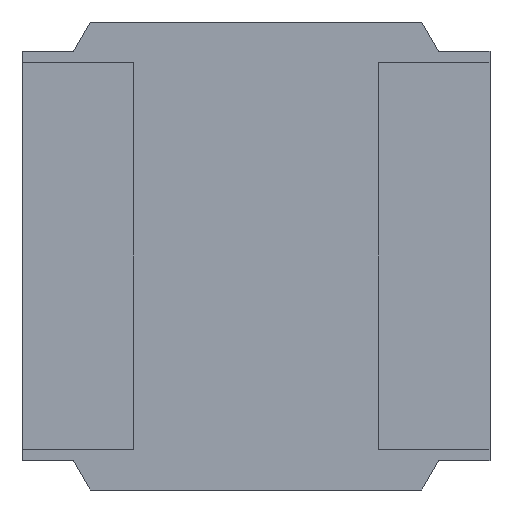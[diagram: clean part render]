
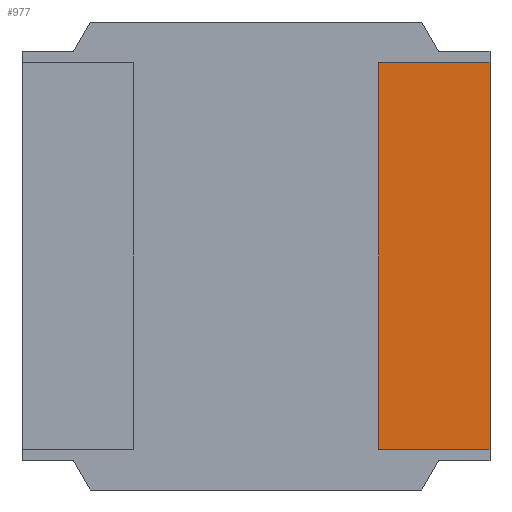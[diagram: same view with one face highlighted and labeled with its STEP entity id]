
A CAD part, front view. The second image highlights one B-rep face of the part: STEP entity #977.
In plain terms, the highlighted planar face has unit normal (0, -1, 0).
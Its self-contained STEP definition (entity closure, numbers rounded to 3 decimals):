
#108 = DIRECTION ( 'NONE',  ( 1., 0., 0. ) ) ;
#121 = EDGE_LOOP ( 'NONE', ( #1244, #1545, #590, #1685 ) ) ;
#177 = DIRECTION ( 'NONE',  ( 0., 0., 1. ) ) ;
#222 = DIRECTION ( 'NONE',  ( 0., 0., 1. ) ) ;
#248 = EDGE_CURVE ( 'NONE', #870, #1520, #1168, .T. ) ;
#278 = CARTESIAN_POINT ( 'NONE',  ( 1.05, 0., 1.65 ) ) ;
#338 = EDGE_CURVE ( 'NONE', #527, #870, #833, .T. ) ;
#444 = DIRECTION ( 'NONE',  ( -1., 0., 0. ) ) ;
#457 = VECTOR ( 'NONE', #108, 1000. ) ;
#527 = VERTEX_POINT ( 'NONE', #683 ) ;
#536 = CARTESIAN_POINT ( 'NONE',  ( 2., 0., 1.65 ) ) ;
#575 = DIRECTION ( 'NONE',  ( 0., 1., 0. ) ) ;
#590 = ORIENTED_EDGE ( 'NONE', *, *, #1297, .F. ) ;
#647 = VECTOR ( 'NONE', #1715, 1000. ) ;
#654 = VERTEX_POINT ( 'NONE', #1648 ) ;
#683 = CARTESIAN_POINT ( 'NONE',  ( 1.05, 0., -1.65 ) ) ;
#732 = PLANE ( 'NONE',  #976 ) ;
#833 = LINE ( 'NONE', #1716, #1713 ) ;
#870 = VERTEX_POINT ( 'NONE', #278 ) ;
#912 = CARTESIAN_POINT ( 'NONE',  ( 2., 0., 1.65 ) ) ;
#976 = AXIS2_PLACEMENT_3D ( 'NONE', #1661, #575, #177 ) ;
#977 = ADVANCED_FACE ( 'NONE', ( #1137 ), #732, .F. ) ;
#1009 = LINE ( 'NONE', #1269, #1684 ) ;
#1019 = EDGE_CURVE ( 'NONE', #654, #527, #1009, .T. ) ;
#1137 = FACE_OUTER_BOUND ( 'NONE', #121, .T. ) ;
#1168 = LINE ( 'NONE', #1191, #457 ) ;
#1191 = CARTESIAN_POINT ( 'NONE',  ( 1.05, 0., 1.65 ) ) ;
#1244 = ORIENTED_EDGE ( 'NONE', *, *, #338, .F. ) ;
#1269 = CARTESIAN_POINT ( 'NONE',  ( 2., 0., -1.65 ) ) ;
#1297 = EDGE_CURVE ( 'NONE', #1520, #654, #1363, .T. ) ;
#1363 = LINE ( 'NONE', #912, #647 ) ;
#1520 = VERTEX_POINT ( 'NONE', #536 ) ;
#1545 = ORIENTED_EDGE ( 'NONE', *, *, #1019, .F. ) ;
#1648 = CARTESIAN_POINT ( 'NONE',  ( 2., 0., -1.65 ) ) ;
#1661 = CARTESIAN_POINT ( 'NONE',  ( 0., 0., 0. ) ) ;
#1684 = VECTOR ( 'NONE', #444, 1000. ) ;
#1685 = ORIENTED_EDGE ( 'NONE', *, *, #248, .F. ) ;
#1713 = VECTOR ( 'NONE', #222, 1000. ) ;
#1715 = DIRECTION ( 'NONE',  ( 0., 0., -1. ) ) ;
#1716 = CARTESIAN_POINT ( 'NONE',  ( 1.05, 0., -1.65 ) ) ;
